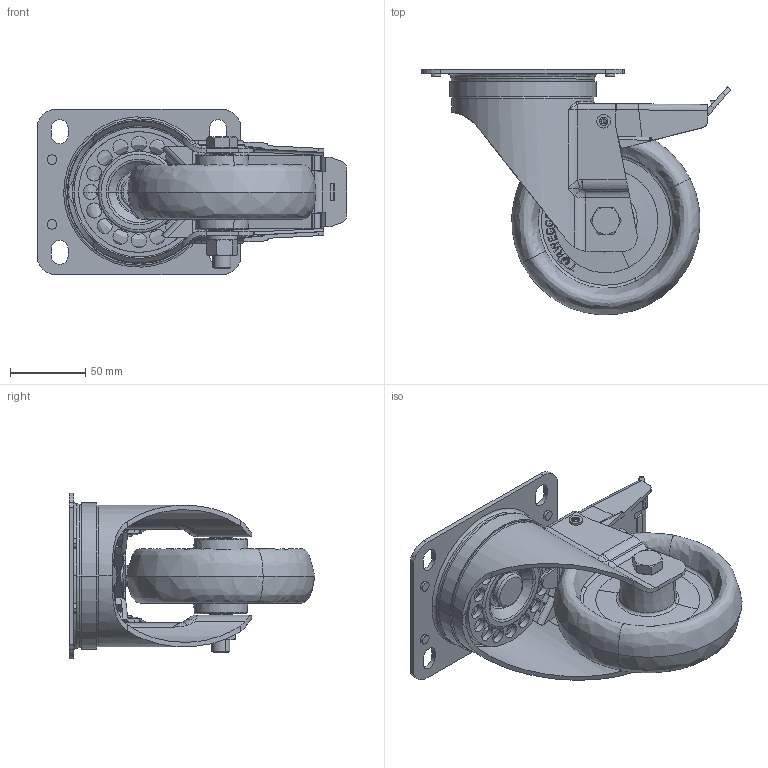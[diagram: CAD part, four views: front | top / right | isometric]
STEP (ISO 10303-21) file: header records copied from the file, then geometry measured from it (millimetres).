
FILE_DESCRIPTION (( 'STEP AP214' ), '1' );
FILE_NAME ('0022208_L-IV-PALB-125-G-3-DSN-GP_(A-01).step', '2019-07-30T11:26:15', ( '' ), ( '' ), 'SwSTEP 2.0', 'SolidWorks 2018', '' );
FILE_SCHEMA (( 'AUTOMOTIVE_DESIGN' ));
Length unit declared in the file: millimetre
Products named in the file (1): 0022208_L-IV-PALB-125-G-3-DSN-GP_(A-01)
Bounding box: 205.36 x 162.9 x 110 mm (x, y, z)
Surface area: 196408.3 mm2 (no closed solid volume)
Topology: 0 solids, 28 shells, 1075 faces, 3013 edges, 1935 vertices
Faces by surface type: plane 477, cylinder 345, bspline 161, cone 67, torus 25
Entity records: 55835 total; most frequent: CARTESIAN_POINT 17784, ORIENTED_EDGE 5779, DIRECTION 4977, EDGE_CURVE 2981, VERTEX_POINT 1935, AXIS2_PLACEMENT_3D 1768, VECTOR 1441, LINE 1441
